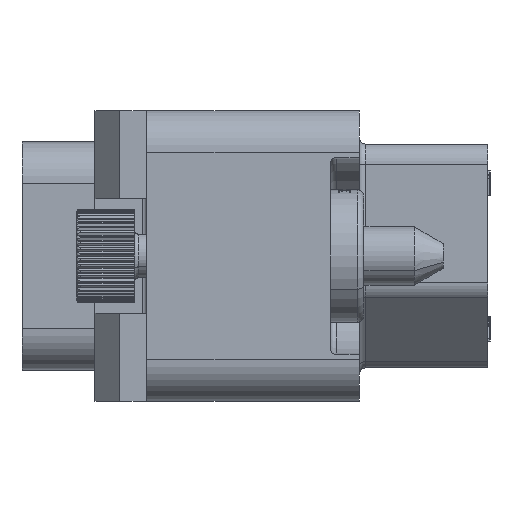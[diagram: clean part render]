
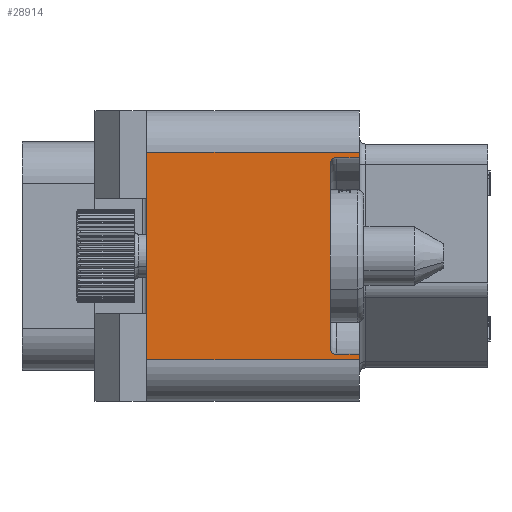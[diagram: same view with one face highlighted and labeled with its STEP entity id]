
A CAD part, left-side view. The second image highlights one B-rep face of the part: STEP entity #28914.
In plain terms, the highlighted planar face has unit normal (-1, 0, 0).
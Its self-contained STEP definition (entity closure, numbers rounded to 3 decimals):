
#1132=DIRECTION('',(0.,0.,-1.));
#1133=VECTOR('',#1132,10.);
#1134=CARTESIAN_POINT('',(-40.,10.25,5.));
#1135=LINE('',#1134,#1133);
#1185=DIRECTION('',(0.,-1.,0.));
#1186=VECTOR('',#1185,10.25);
#1187=CARTESIAN_POINT('',(-40.,10.25,5.));
#1188=LINE('',#1187,#1186);
#1391=DIRECTION('',(0.,1.,0.));
#1392=VECTOR('',#1391,10.25);
#1393=CARTESIAN_POINT('',(-40.,0.,-5.));
#1394=LINE('',#1393,#1392);
#1400=DIRECTION('',(0.,0.,1.));
#1401=VECTOR('',#1400,8.9);
#1402=CARTESIAN_POINT('',(-40.,1.4,-4.45));
#1403=LINE('',#1402,#1401);
#1404=DIRECTION('',(0.,1.,0.));
#1405=VECTOR('',#1404,1.1);
#1406=CARTESIAN_POINT('',(-40.,0.,-4.75));
#1407=LINE('',#1406,#1405);
#1408=DIRECTION('',(0.,0.,-1.));
#1409=VECTOR('',#1408,0.25);
#1410=CARTESIAN_POINT('',(-40.,0.,-4.75));
#1411=LINE('',#1410,#1409);
#1412=DIRECTION('',(0.,0.,-1.));
#1413=VECTOR('',#1412,0.25);
#1414=CARTESIAN_POINT('',(-40.,0.,5.));
#1415=LINE('',#1414,#1413);
#1416=DIRECTION('',(0.,1.,0.));
#1417=VECTOR('',#1416,1.1);
#1418=CARTESIAN_POINT('',(-40.,0.,4.75));
#1419=LINE('',#1418,#1417);
#1443=CARTESIAN_POINT('',(-40.,1.1,-4.45));
#1444=DIRECTION('',(1.,0.,0.));
#1445=DIRECTION('',(0.,0.,-1.));
#1446=AXIS2_PLACEMENT_3D('',#1443,#1444,#1445);
#1467=CARTESIAN_POINT('',(-40.,1.1,4.45));
#1468=DIRECTION('',(1.,0.,0.));
#1469=DIRECTION('',(0.,1.,0.));
#1470=AXIS2_PLACEMENT_3D('',#1467,#1468,#1469);
#22694=CARTESIAN_POINT('',(-40.,0.,5.));
#22695=VERTEX_POINT('',#22694);
#22696=CARTESIAN_POINT('',(-40.,10.25,5.));
#22697=VERTEX_POINT('',#22696);
#22702=CARTESIAN_POINT('',(-40.,10.25,-5.));
#22703=VERTEX_POINT('',#22702);
#22704=CARTESIAN_POINT('',(-40.,0.,-5.));
#22705=VERTEX_POINT('',#22704);
#22714=CARTESIAN_POINT('',(-40.,0.,-4.75));
#22716=VERTEX_POINT('',#22714);
#22720=CARTESIAN_POINT('',(-40.,0.,4.75));
#22721=VERTEX_POINT('',#22720);
#22931=CARTESIAN_POINT('',(-40.,1.4,-4.45));
#22933=VERTEX_POINT('',#22931);
#22935=CARTESIAN_POINT('',(-40.,1.1,-4.75));
#22937=VERTEX_POINT('',#22935);
#22942=CARTESIAN_POINT('',(-40.,1.4,4.45));
#22943=VERTEX_POINT('',#22942);
#22944=CARTESIAN_POINT('',(-40.,1.1,4.75));
#22945=VERTEX_POINT('',#22944);
#28892=CARTESIAN_POINT('',(-40.,0.,7.));
#28893=DIRECTION('',(-1.,0.,0.));
#28894=DIRECTION('',(0.,1.,0.));
#28895=AXIS2_PLACEMENT_3D('',#28892,#28893,#28894);
#28896=PLANE('',#28895);
#28898=ORIENTED_EDGE('',*,*,#28897,.F.);
#28900=ORIENTED_EDGE('',*,*,#28899,.F.);
#28902=ORIENTED_EDGE('',*,*,#28901,.F.);
#28903=ORIENTED_EDGE('',*,*,#28811,.T.);
#28904=ORIENTED_EDGE('',*,*,#28886,.T.);
#28905=ORIENTED_EDGE('',*,*,#28583,.F.);
#28906=ORIENTED_EDGE('',*,*,#28635,.T.);
#28907=ORIENTED_EDGE('',*,*,#28819,.T.);
#28909=ORIENTED_EDGE('',*,*,#28908,.T.);
#28911=ORIENTED_EDGE('',*,*,#28910,.F.);
#28912=EDGE_LOOP('',(#28898,#28900,#28902,#28903,#28904,#28905,#28906,#28907,
#28909,#28911));
#28913=FACE_OUTER_BOUND('',#28912,.F.);
#28914=ADVANCED_FACE('',(#28913),#28896,.T.);
#1447=CIRCLE('',#1446,0.3);
#1471=CIRCLE('',#1470,0.3);
#28583=EDGE_CURVE('',#22697,#22703,#1135,.T.);
#28635=EDGE_CURVE('',#22697,#22695,#1188,.T.);
#28811=EDGE_CURVE('',#22716,#22705,#1411,.T.);
#28819=EDGE_CURVE('',#22695,#22721,#1415,.T.);
#28886=EDGE_CURVE('',#22705,#22703,#1394,.T.);
#28897=EDGE_CURVE('',#22933,#22943,#1403,.T.);
#28899=EDGE_CURVE('',#22937,#22933,#1447,.T.);
#28901=EDGE_CURVE('',#22716,#22937,#1407,.T.);
#28908=EDGE_CURVE('',#22721,#22945,#1419,.T.);
#28910=EDGE_CURVE('',#22943,#22945,#1471,.T.);
